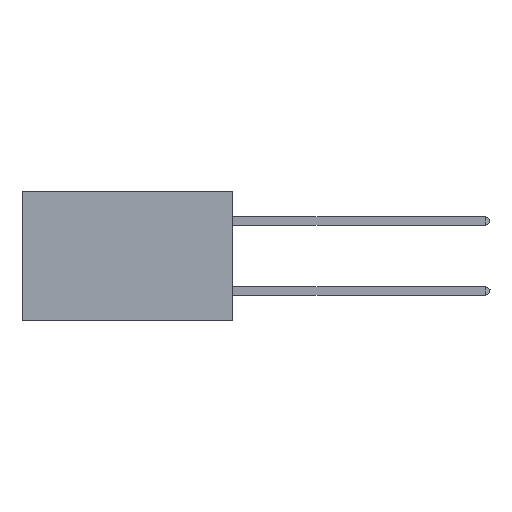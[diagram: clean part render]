
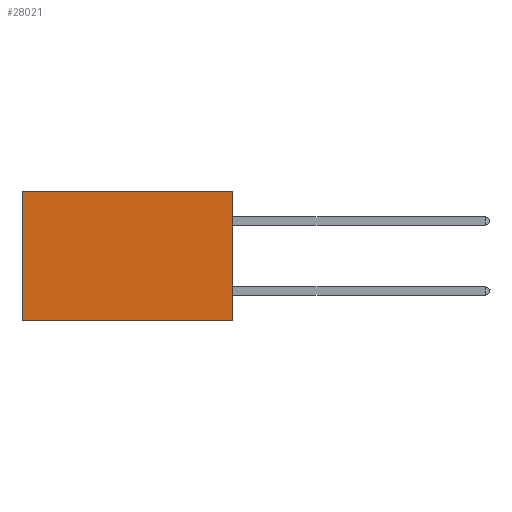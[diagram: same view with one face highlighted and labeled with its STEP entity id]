
A CAD part, left-side view. The second image highlights one B-rep face of the part: STEP entity #28021.
In plain terms, the highlighted planar face has unit normal (-1, 0, 0).
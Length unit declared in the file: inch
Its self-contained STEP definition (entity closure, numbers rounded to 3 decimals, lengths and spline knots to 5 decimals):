
#52 = LINE ( 'NONE', #18994, #23851 ) ;
#2293 = CARTESIAN_POINT ( 'NONE',  ( 0.2875, 0., 0. ) ) ;
#2923 = EDGE_CURVE ( 'NONE', #7279, #7778, #52, .T. ) ;
#3041 = VECTOR ( 'NONE', #17877, 39.37008 ) ;
#4085 = FACE_OUTER_BOUND ( 'NONE', #12033, .T. ) ;
#4582 = VECTOR ( 'NONE', #28103, 39.37008 ) ;
#5087 = VERTEX_POINT ( 'NONE', #6445 ) ;
#5287 = LINE ( 'NONE', #25791, #4582 ) ;
#5401 = CARTESIAN_POINT ( 'NONE',  ( 0.2875, 0.6, 0. ) ) ;
#6445 = CARTESIAN_POINT ( 'NONE',  ( 0.2875, 0., -0.37 ) ) ;
#7279 = VERTEX_POINT ( 'NONE', #5401 ) ;
#7658 = VERTEX_POINT ( 'NONE', #29273 ) ;
#7778 = VERTEX_POINT ( 'NONE', #16721 ) ;
#8886 = CARTESIAN_POINT ( 'NONE',  ( 0.2875, 0., -0.37 ) ) ;
#10516 = LINE ( 'NONE', #8886, #3041 ) ;
#11624 = DIRECTION ( 'NONE',  ( 0., 1., 0. ) ) ;
#12033 = EDGE_LOOP ( 'NONE', ( #19804, #19827, #26701, #23047 ) ) ;
#12146 = PLANE ( 'NONE',  #24442 ) ;
#13885 = EDGE_CURVE ( 'NONE', #7658, #7279, #16779, .T. ) ;
#14244 = CARTESIAN_POINT ( 'NONE',  ( 0.2875, 0., 0. ) ) ;
#14446 = DIRECTION ( 'NONE',  ( 0., 0., -1. ) ) ;
#15782 = EDGE_CURVE ( 'NONE', #7658, #5087, #5287, .T. ) ;
#16721 = CARTESIAN_POINT ( 'NONE',  ( 0.2875, 0.6, -0.37 ) ) ;
#16779 = LINE ( 'NONE', #2293, #21025 ) ;
#17877 = DIRECTION ( 'NONE',  ( 0., 1., 0. ) ) ;
#18994 = CARTESIAN_POINT ( 'NONE',  ( 0.2875, 0.6, 0. ) ) ;
#19804 = ORIENTED_EDGE ( 'NONE', *, *, #2923, .T. ) ;
#19827 = ORIENTED_EDGE ( 'NONE', *, *, #21473, .F. ) ;
#21025 = VECTOR ( 'NONE', #11624, 39.37008 ) ;
#21473 = EDGE_CURVE ( 'NONE', #5087, #7778, #10516, .T. ) ;
#23047 = ORIENTED_EDGE ( 'NONE', *, *, #13885, .T. ) ;
#23851 = VECTOR ( 'NONE', #28154, 39.37008 ) ;
#24442 = AXIS2_PLACEMENT_3D ( 'NONE', #14244, #28061, #14446 ) ;
#25791 = CARTESIAN_POINT ( 'NONE',  ( 0.2875, 0., 0. ) ) ;
#26701 = ORIENTED_EDGE ( 'NONE', *, *, #15782, .F. ) ;
#28021 = ADVANCED_FACE ( 'NONE', ( #4085 ), #12146, .F. ) ;
#28061 = DIRECTION ( 'NONE',  ( 1., 0., 0. ) ) ;
#28103 = DIRECTION ( 'NONE',  ( 0., 0., -1. ) ) ;
#28154 = DIRECTION ( 'NONE',  ( 0., 0., -1. ) ) ;
#29273 = CARTESIAN_POINT ( 'NONE',  ( 0.2875, 0., 0. ) ) ;
